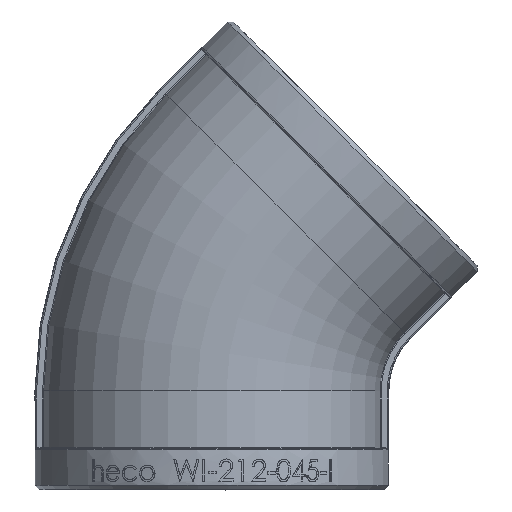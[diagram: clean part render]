
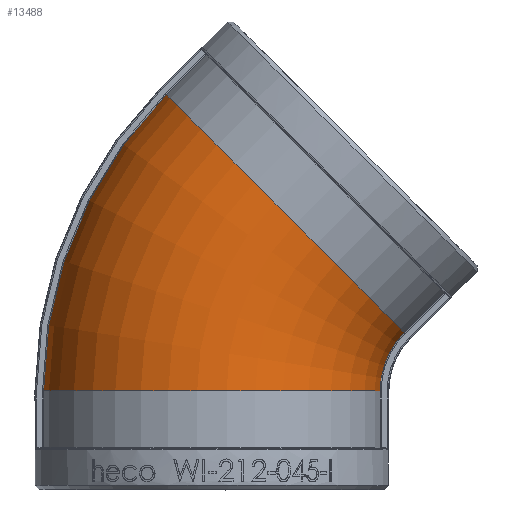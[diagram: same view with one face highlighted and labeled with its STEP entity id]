
A CAD part, top view. The second image highlights one B-rep face of the part: STEP entity #13488.
In plain terms, the highlighted toroidal (fillet/blend) face has major radius 61.25 mm and minor radius 41.25 mm.
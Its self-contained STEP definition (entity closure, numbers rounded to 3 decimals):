
#537 = CARTESIAN_POINT ( 'NONE',  ( 61.25, -25.371, 3.773 ) ) ;
#984 = DIRECTION ( 'NONE',  ( -0.924, 0.383, 0. ) ) ;
#1853 = CARTESIAN_POINT ( 'NONE',  ( 61.25, -25.371, 0. ) ) ;
#1855 = DIRECTION ( 'NONE',  ( 0., 0., -1. ) ) ;
#1857 = DIRECTION ( 'NONE',  ( -1., 0., 0. ) ) ;
#4591 = ORIENTED_EDGE ( 'NONE', *, *, #5371, .F. ) ;
#4630 = CARTESIAN_POINT ( 'NONE',  ( -11.106, 46.986, 3.773 ) ) ;
#4752 = AXIS2_PLACEMENT_3D ( 'NONE', #22750, #21528, #21529 ) ;
#4825 = AXIS2_PLACEMENT_3D ( 'NONE', #19956, #20159, #20619 ) ;
#4873 = CARTESIAN_POINT ( 'NONE',  ( 46.986, -11.106, 3.773 ) ) ;
#5180 = EDGE_CURVE ( 'NONE', #15704, #13802, #23215, .T. ) ;
#5371 = EDGE_CURVE ( 'NONE', #13802, #14010, #14404, .T. ) ;
#5525 = EDGE_CURVE ( 'NONE', #15704, #15847, #12773, .T. ) ;
#5538 = EDGE_CURVE ( 'NONE', #14010, #15847, #8367, .T. ) ;
#8268 = AXIS2_PLACEMENT_3D ( 'NONE', #20377, #20337, #19855 ) ;
#8303 = AXIS2_PLACEMENT_3D ( 'NONE', #537, #24345, #984 ) ;
#8367 = CIRCLE ( 'NONE', #8303, 20.173 ) ;
#10204 = ORIENTED_EDGE ( 'NONE', *, *, #5525, .T. ) ;
#10909 = FACE_OUTER_BOUND ( 'NONE', #14389, .T. ) ;
#10910 = TOROIDAL_SURFACE ( 'NONE', #14643, 61.25, 41.25 ) ;
#12773 = CIRCLE ( 'NONE', #4752, 41.25 ) ;
#13488 = ADVANCED_FACE ( 'NONE', ( #10909 ), #10910, .T. ) ;
#13802 = VERTEX_POINT ( 'NONE', #4630 ) ;
#14010 = VERTEX_POINT ( 'NONE', #4873 ) ;
#14389 = EDGE_LOOP ( 'NONE', ( #23177, #4591, #17741, #10204 ) ) ;
#14404 = CIRCLE ( 'NONE', #4825, 41.25 ) ;
#14643 = AXIS2_PLACEMENT_3D ( 'NONE', #1853, #1855, #1857 ) ;
#15704 = VERTEX_POINT ( 'NONE', #23460 ) ;
#15847 = VERTEX_POINT ( 'NONE', #23524 ) ;
#17741 = ORIENTED_EDGE ( 'NONE', *, *, #5180, .F. ) ;
#19855 = DIRECTION ( 'NONE',  ( -0.924, 0.383, 0. ) ) ;
#19956 = CARTESIAN_POINT ( 'NONE',  ( 17.94, 17.94, 0. ) ) ;
#20159 = DIRECTION ( 'NONE',  ( 0.707, 0.707, 0. ) ) ;
#20337 = DIRECTION ( 'NONE',  ( 0., 0., -1. ) ) ;
#20377 = CARTESIAN_POINT ( 'NONE',  ( 61.25, -25.371, 3.773 ) ) ;
#20619 = DIRECTION ( 'NONE',  ( 0.705, -0.705, -0.085 ) ) ;
#21528 = DIRECTION ( 'NONE',  ( 0., 1., 0. ) ) ;
#21529 = DIRECTION ( 'NONE',  ( 0.996, 0., -0.085 ) ) ;
#22750 = CARTESIAN_POINT ( 'NONE',  ( 0., -25.371, 0. ) ) ;
#23177 = ORIENTED_EDGE ( 'NONE', *, *, #5538, .F. ) ;
#23215 = CIRCLE ( 'NONE', #8268, 102.327 ) ;
#23460 = CARTESIAN_POINT ( 'NONE',  ( -41.077, -25.371, 3.773 ) ) ;
#23524 = CARTESIAN_POINT ( 'NONE',  ( 41.077, -25.371, 3.773 ) ) ;
#24345 = DIRECTION ( 'NONE',  ( 0., 0., 1. ) ) ;
